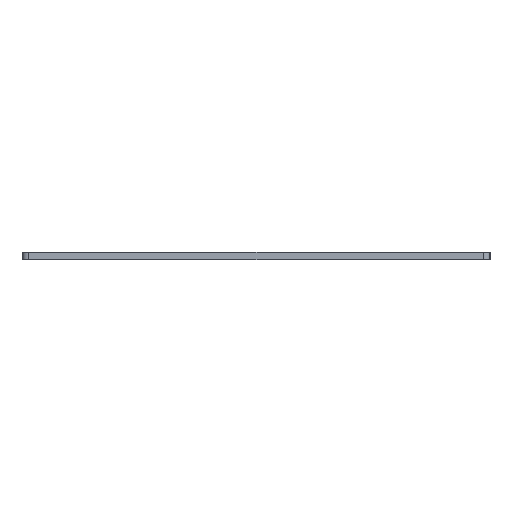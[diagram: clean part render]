
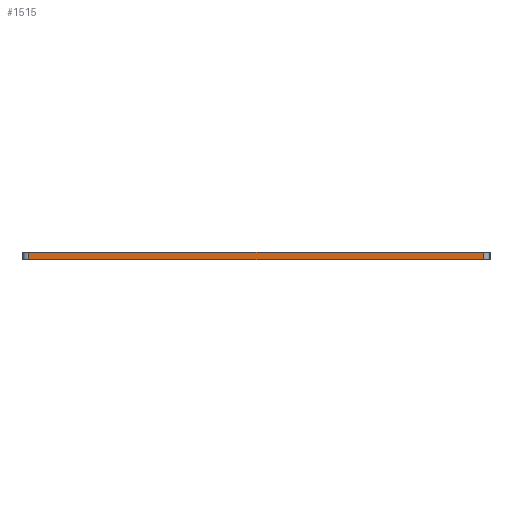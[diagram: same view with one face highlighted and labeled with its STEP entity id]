
A CAD part, left-side view. The second image highlights one B-rep face of the part: STEP entity #1515.
In plain terms, the highlighted planar face has unit normal (-1, 0, 0).
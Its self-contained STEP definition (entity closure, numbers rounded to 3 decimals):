
#135=PLANE('',#1721);
#203=FACE_OUTER_BOUND('',#329,.T.);
#329=EDGE_LOOP('',(#1317,#1318,#1319,#1320));
#395=LINE('',#2205,#469);
#400=LINE('',#2339,#474);
#403=LINE('',#2346,#477);
#462=LINE('',#2580,#536);
#469=VECTOR('',#1743,10.);
#474=VECTOR('',#1878,10.);
#477=VECTOR('',#1887,10.);
#536=VECTOR('',#2180,10.);
#668=VERTEX_POINT('',#2202);
#669=VERTEX_POINT('',#2204);
#733=VERTEX_POINT('',#2337);
#734=VERTEX_POINT('',#2344);
#802=EDGE_CURVE('',#669,#668,#395,.T.);
#869=EDGE_CURVE('',#733,#668,#400,.T.);
#873=EDGE_CURVE('',#669,#734,#403,.T.);
#990=EDGE_CURVE('',#734,#733,#462,.T.);
#1317=ORIENTED_EDGE('',*,*,#869,.F.);
#1318=ORIENTED_EDGE('',*,*,#990,.F.);
#1319=ORIENTED_EDGE('',*,*,#873,.F.);
#1320=ORIENTED_EDGE('',*,*,#802,.T.);
#1515=ADVANCED_FACE('',(#203),#135,.T.);
#1721=AXIS2_PLACEMENT_3D('',#2579,#2178,#2179);
#1743=DIRECTION('',(0.,1.,0.));
#1878=DIRECTION('',(0.,0.,1.));
#1887=DIRECTION('',(0.,0.,-1.));
#2178=DIRECTION('center_axis',(-1.,0.,0.));
#2179=DIRECTION('ref_axis',(0.,1.,0.));
#2180=DIRECTION('',(0.,1.,0.));
#2202=CARTESIAN_POINT('',(-800.,355.,0.));
#2204=CARTESIAN_POINT('',(-800.,5.,0.));
#2205=CARTESIAN_POINT('',(-800.,0.,0.));
#2337=CARTESIAN_POINT('',(-800.,355.,-6.));
#2339=CARTESIAN_POINT('',(-800.,355.,0.));
#2344=CARTESIAN_POINT('',(-800.,5.,-6.));
#2346=CARTESIAN_POINT('',(-800.,5.,0.));
#2579=CARTESIAN_POINT('Origin',(-800.,0.,0.));
#2580=CARTESIAN_POINT('',(-800.,0.,-6.));
